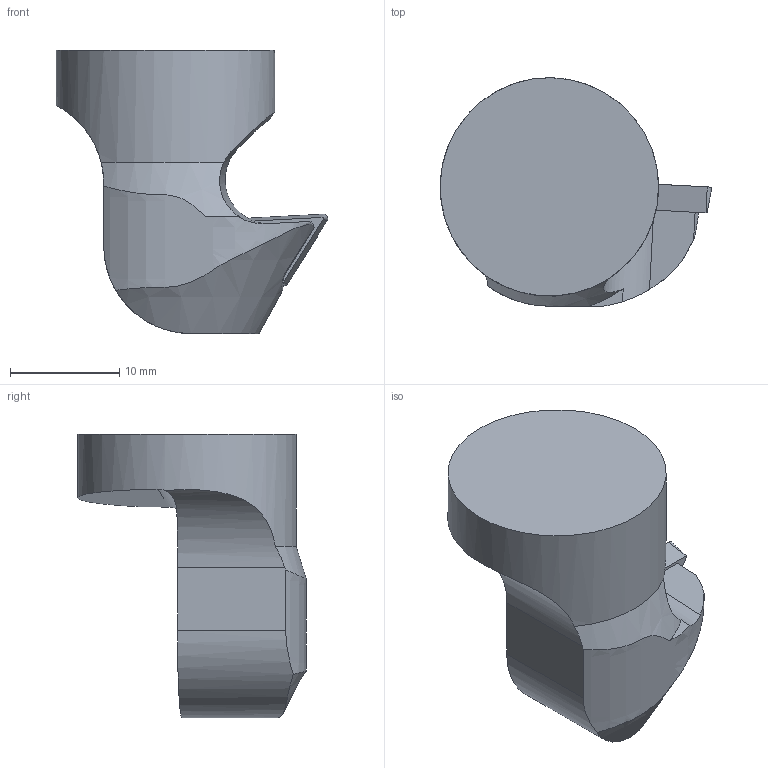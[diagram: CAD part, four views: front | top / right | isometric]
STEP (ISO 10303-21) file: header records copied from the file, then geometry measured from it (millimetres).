
FILE_DESCRIPTION(/* description */ (''),/* implementation_level */ '2;1');
FILE_NAME(/* name */ '1642398906318.stp',/* time_stamp */ '2022-01-17T11:25:26+06:00',/* author */ (''),/* organization */ ('SMS'),/* preprocessor_version */ 'ST-DEVELOPER v16.7',/* originating_system */ 'SIEMENS PLM Software NX 12.0',/* authorisation */ '');
FILE_SCHEMA (('AUTOMOTIVE_DESIGN { 1 0 10303 214 3 1 1 1 }'));
Length unit declared in the file: millimetre
Products named in the file (4): IsoTurningInsert; ASSEMBLY_CONSTRUCTION; 203917262mod000_00; 203917261mod000_00
Assembly tree (3 placements, depth 2):
  203917261mod000_00
    203917262mod000_00
    ASSEMBLY_CONSTRUCTION
    IsoTurningInsert
Bounding box: 24.87 x 20.9 x 25.94 mm (x, y, z)
Volume: 4652.7 mm3; surface area: 2114.7 mm2
Topology: 2 solids, 2 shells, 47 faces, 122 edges, 87 vertices
Faces by surface type: plane 22, cone 10, cylinder 9, torus 4, extrusion 1, sphere 1
Full cylindrical faces by diameter (mm): 2.8 x2, 3.45 x1, 20 x1
Entity records: 1744 total; most frequent: CARTESIAN_POINT 496, DIRECTION 242, ORIENTED_EDGE 208, EDGE_CURVE 104, AXIS2_PLACEMENT_3D 99, VERTEX_POINT 74, EDGE_LOOP 62, ADVANCED_FACE 47
